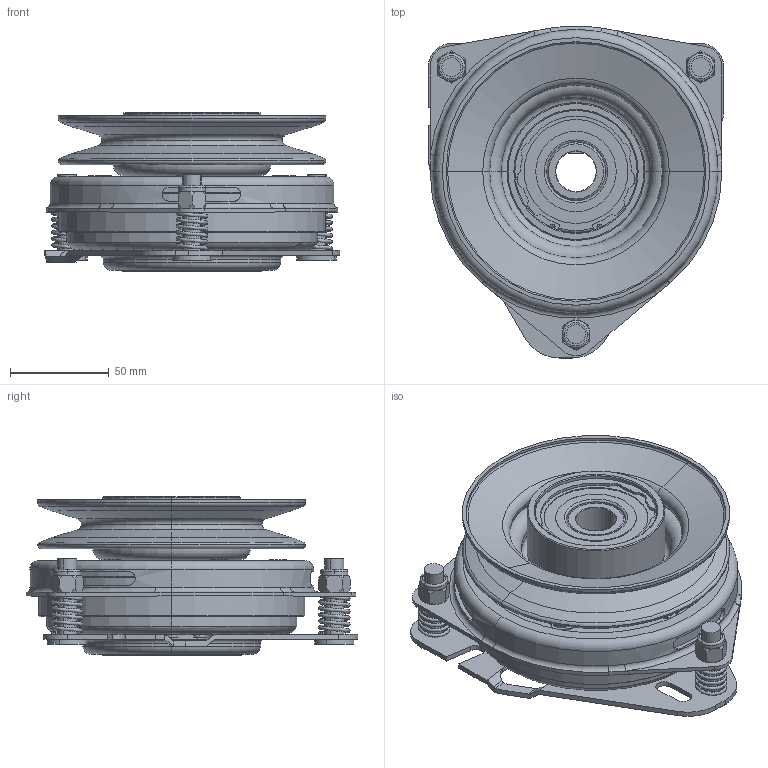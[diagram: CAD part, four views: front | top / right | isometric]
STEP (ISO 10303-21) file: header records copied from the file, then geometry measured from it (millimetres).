
FILE_DESCRIPTION (( 'STEP AP203' ), '1' );
FILE_NAME ('53543600_MGCL&BR.STEP', '2016-08-30T07:42:43', ( '' ), ( '' ), 'SwSTEP 2.0', 'SolidWorks 2014', '' );
FILE_SCHEMA (( 'CONFIG_CONTROL_DESIGN' ));
Length unit declared in the file: millimetre
Products named in the file (1): 53543600_MGCL&BR
Bounding box: 150 x 168.37 x 80.5 mm (x, y, z)
Volume: 709486.8 mm3; surface area: 198183 mm2
Topology: 1 solids, 19 shells, 830 faces, 2037 edges, 1296 vertices
Faces by surface type: cylinder 306, plane 306, cone 89, torus 81, sphere 36, bspline 12
Entity records: 29282 total; most frequent: CARTESIAN_POINT 8857, DIRECTION 4556, ORIENTED_EDGE 4054, EDGE_CURVE 2027, AXIS2_PLACEMENT_3D 1827, VERTEX_POINT 1296, CIRCLE 1008, EDGE_LOOP 993
